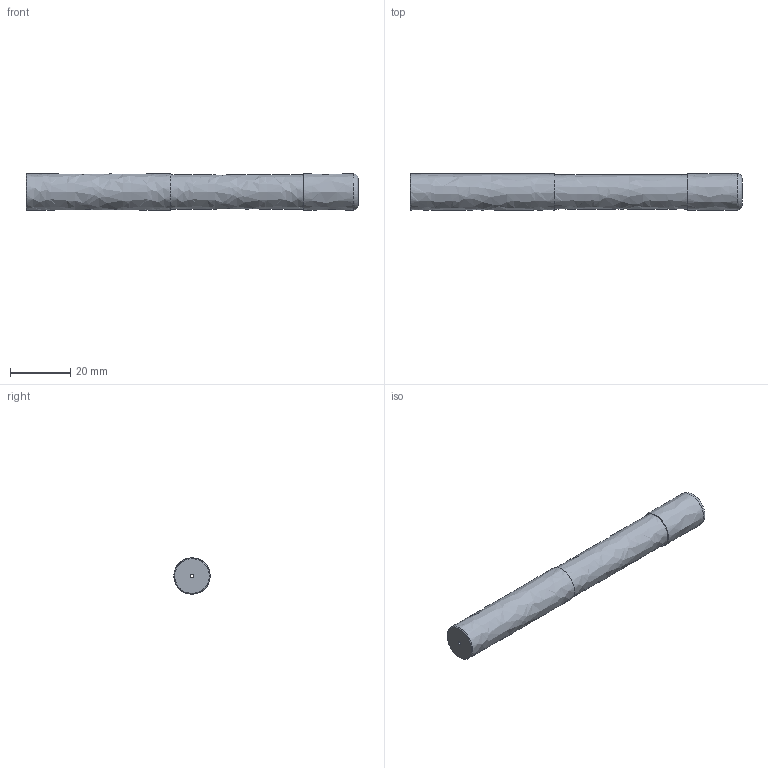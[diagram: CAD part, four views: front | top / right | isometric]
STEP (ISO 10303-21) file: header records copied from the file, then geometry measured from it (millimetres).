
FILE_DESCRIPTION ((), '1');
FILE_NAME ('278 1200N5-1_5RBCT.STP', '2020-04-18T09:44:29', ('Unknown'), ('M.A.FORD Europe Ltd'), 'OneCNC-XR7 Mill 3D Expert', 'OneCNC-XR7 Mill 3D Expert', '');
FILE_SCHEMA (('CONFIG_CONTROL_DESIGN'));
Length unit declared in the file: millimetre
Bounding box: 110 x 12 x 12 mm (x, y, z)
Volume: 11812.2 mm3; surface area: 4693.7 mm2
Topology: 1 solids, 1 shells, 11 faces, 25 edges, 14 vertices
Faces by surface type: bspline 11
Entity records: 1574 total; most frequent: CARTESIAN_POINT 1340, ORIENTED_EDGE 50, EDGE_CURVE 25, B_SPLINE_CURVE_WITH_KNOTS 16, VERTEX_POINT 14, EDGE_LOOP 11, FACE_OUTER_BOUND 11, ADVANCED_FACE 11
